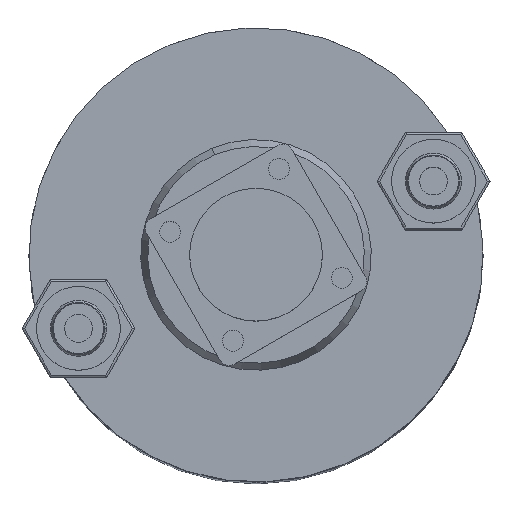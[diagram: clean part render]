
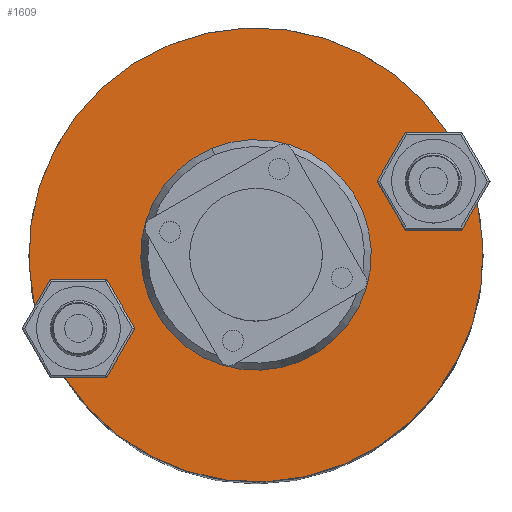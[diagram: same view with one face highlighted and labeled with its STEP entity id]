
A CAD part, top view. The second image highlights one B-rep face of the part: STEP entity #1609.
In plain terms, the highlighted face is planar.
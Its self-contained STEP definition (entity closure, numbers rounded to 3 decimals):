
#89 = CARTESIAN_POINT ( 'NONE',  ( -32.5, 0., 0. ) ) ;
#145 = CARTESIAN_POINT ( 'NONE',  ( 0., 0., 0. ) ) ;
#146 = FACE_BOUND ( 'NONE', #2769, .T. ) ;
#217 = CIRCLE ( 'NONE', #242, 16.5 ) ;
#242 = AXIS2_PLACEMENT_3D ( 'NONE', #145, #1913, #2660 ) ;
#279 = EDGE_LOOP ( 'NONE', ( #1499, #2995 ) ) ;
#449 = VERTEX_POINT ( 'NONE', #89 ) ;
#531 = CARTESIAN_POINT ( 'NONE',  ( 0., 0., 0. ) ) ;
#537 = CARTESIAN_POINT ( 'NONE',  ( 0., 0., 0. ) ) ;
#550 = CIRCLE ( 'NONE', #1071, 16.5 ) ;
#697 = CARTESIAN_POINT ( 'NONE',  ( 32.5, 0., 0. ) ) ;
#713 = EDGE_CURVE ( 'NONE', #1079, #1610, #550, .T. ) ;
#736 = EDGE_CURVE ( 'NONE', #2972, #449, #3062, .T. ) ;
#804 = CARTESIAN_POINT ( 'NONE',  ( 0., 0., 0. ) ) ;
#959 = EDGE_CURVE ( 'NONE', #449, #2972, #1656, .T. ) ;
#1009 = PLANE ( 'NONE',  #1846 ) ;
#1071 = AXIS2_PLACEMENT_3D ( 'NONE', #531, #2584, #3057 ) ;
#1074 = DIRECTION ( 'NONE',  ( 0., 0., 1. ) ) ;
#1079 = VERTEX_POINT ( 'NONE', #1927 ) ;
#1251 = AXIS2_PLACEMENT_3D ( 'NONE', #804, #1074, #2785 ) ;
#1270 = DIRECTION ( 'NONE',  ( 0., 0., 1. ) ) ;
#1451 = FACE_OUTER_BOUND ( 'NONE', #279, .T. ) ;
#1467 = ORIENTED_EDGE ( 'NONE', *, *, #713, .F. ) ;
#1483 = CARTESIAN_POINT ( 'NONE',  ( 0., 0., 0. ) ) ;
#1499 = ORIENTED_EDGE ( 'NONE', *, *, #959, .F. ) ;
#1609 = ADVANCED_FACE ( 'NONE', ( #146, #1451 ), #1009, .F. ) ;
#1610 = VERTEX_POINT ( 'NONE', #2512 ) ;
#1656 = CIRCLE ( 'NONE', #1801, 32.5 ) ;
#1779 = DIRECTION ( 'NONE',  ( 1., 0., 0. ) ) ;
#1801 = AXIS2_PLACEMENT_3D ( 'NONE', #1483, #1990, #1903 ) ;
#1846 = AXIS2_PLACEMENT_3D ( 'NONE', #537, #1270, #1779 ) ;
#1903 = DIRECTION ( 'NONE',  ( 1., 0., 0. ) ) ;
#1913 = DIRECTION ( 'NONE',  ( 0., 0., -1. ) ) ;
#1927 = CARTESIAN_POINT ( 'NONE',  ( 0., 16.5, 0. ) ) ;
#1990 = DIRECTION ( 'NONE',  ( 0., 0., 1. ) ) ;
#2024 = ORIENTED_EDGE ( 'NONE', *, *, #2193, .F. ) ;
#2193 = EDGE_CURVE ( 'NONE', #1610, #1079, #217, .T. ) ;
#2512 = CARTESIAN_POINT ( 'NONE',  ( 0., -16.5, 0. ) ) ;
#2584 = DIRECTION ( 'NONE',  ( 0., 0., -1. ) ) ;
#2660 = DIRECTION ( 'NONE',  ( 0., 1., 0. ) ) ;
#2769 = EDGE_LOOP ( 'NONE', ( #2024, #1467 ) ) ;
#2785 = DIRECTION ( 'NONE',  ( 1., 0., 0. ) ) ;
#2972 = VERTEX_POINT ( 'NONE', #697 ) ;
#2995 = ORIENTED_EDGE ( 'NONE', *, *, #736, .F. ) ;
#3057 = DIRECTION ( 'NONE',  ( 0., 1., 0. ) ) ;
#3062 = CIRCLE ( 'NONE', #1251, 32.5 ) ;
